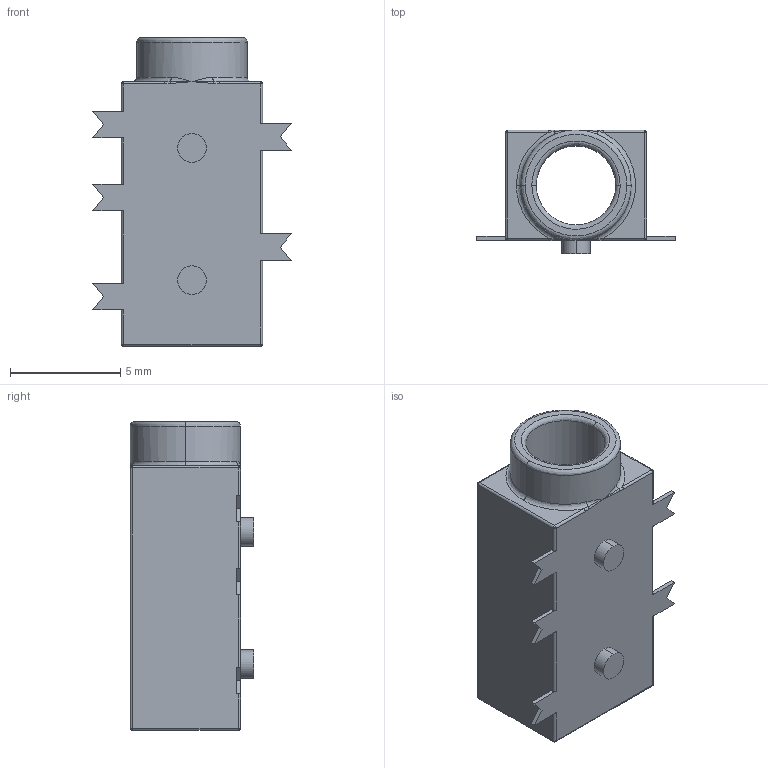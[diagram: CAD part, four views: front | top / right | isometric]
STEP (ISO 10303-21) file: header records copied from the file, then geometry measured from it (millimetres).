
FILE_DESCRIPTION (( 'STEP AP214' ), '1' );
FILE_NAME ('EBD595A7-084D-44F3-8E17-9820D1CE72A1.STEP', '2024-06-01T02:56:11', ( '' ), ( '' ), 'SwSTEP 2.0', 'SolidWorks 2022', '' );
FILE_SCHEMA (( 'AUTOMOTIVE_DESIGN' ));
Length unit declared in the file: millimetre
Products named in the file (1): EBD595A7-084D-44F3-8E17-9820D1CE72A1
Bounding box: 9 x 5.6 x 14 mm (x, y, z)
Volume: 283.2 mm3; surface area: 520.3 mm2
Topology: 1 solids, 1 shells, 97 faces, 268 edges, 151 vertices
Faces by surface type: bspline 35, plane 35, cylinder 27
Entity records: 3951 total; most frequent: CARTESIAN_POINT 1452, ORIENTED_EDGE 488, DIRECTION 420, EDGE_CURVE 244, AXIS2_PLACEMENT_3D 152, VERTEX_POINT 151, VECTOR 116, LINE 116
